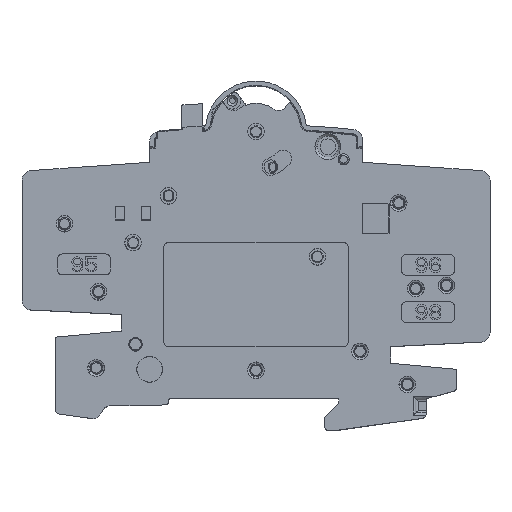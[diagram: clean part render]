
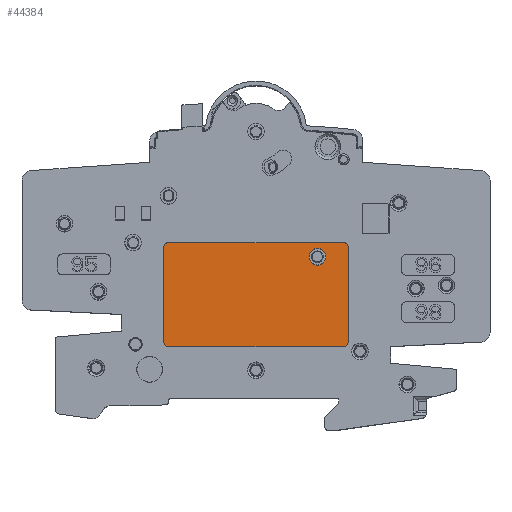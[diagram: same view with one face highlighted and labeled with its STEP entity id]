
A CAD part, top view. The second image highlights one B-rep face of the part: STEP entity #44384.
In plain terms, the highlighted planar face has unit normal (0, 0, 1).
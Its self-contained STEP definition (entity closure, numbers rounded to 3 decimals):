
#12894=CARTESIAN_POINT('',(-18.5,32.,4.3));
#12895=DIRECTION('',(0.,0.,1.));
#12896=DIRECTION('',(0.,1.,0.));
#12897=AXIS2_PLACEMENT_3D('',#12894,#12895,#12896);
#12899=DIRECTION('',(-1.,0.,0.));
#12900=VECTOR('',#12899,37.);
#12901=CARTESIAN_POINT('',(18.5,33.,4.3));
#12902=LINE('',#12901,#12900);
#12903=CARTESIAN_POINT('',(18.5,32.,4.3));
#12904=DIRECTION('',(0.,0.,1.));
#12905=DIRECTION('',(1.,0.,0.));
#12906=AXIS2_PLACEMENT_3D('',#12903,#12904,#12905);
#12908=DIRECTION('',(0.,1.,0.));
#12909=VECTOR('',#12908,20.);
#12910=CARTESIAN_POINT('',(19.5,12.,4.3));
#12911=LINE('',#12910,#12909);
#12912=CARTESIAN_POINT('',(18.5,12.,4.3));
#12913=DIRECTION('',(0.,0.,1.));
#12914=DIRECTION('',(0.,-1.,0.));
#12915=AXIS2_PLACEMENT_3D('',#12912,#12913,#12914);
#12917=DIRECTION('',(1.,0.,0.));
#12918=VECTOR('',#12917,37.);
#12919=CARTESIAN_POINT('',(-18.5,11.,4.3));
#12920=LINE('',#12919,#12918);
#12921=CARTESIAN_POINT('',(-18.5,12.,4.3));
#12922=DIRECTION('',(0.,0.,1.));
#12923=DIRECTION('',(-1.,0.,0.));
#12924=AXIS2_PLACEMENT_3D('',#12921,#12922,#12923);
#12926=DIRECTION('',(0.,-1.,0.));
#12927=VECTOR('',#12926,20.);
#12928=CARTESIAN_POINT('',(-19.5,32.,4.3));
#12929=LINE('',#12928,#12927);
#12930=CARTESIAN_POINT('',(13.,30.,4.3));
#12931=DIRECTION('',(0.,0.,1.));
#12932=DIRECTION('',(-1.,0.,0.));
#12933=AXIS2_PLACEMENT_3D('',#12930,#12931,#12932);
#12935=CARTESIAN_POINT('',(13.,30.,4.3));
#12936=DIRECTION('',(0.,0.,1.));
#12937=DIRECTION('',(1.,0.,0.));
#12938=AXIS2_PLACEMENT_3D('',#12935,#12936,#12937);
#16996=CARTESIAN_POINT('',(-18.5,33.,4.3));
#16997=CARTESIAN_POINT('',(-19.5,32.,4.3));
#16998=VERTEX_POINT('',#16996);
#16999=VERTEX_POINT('',#16997);
#17000=CARTESIAN_POINT('',(-19.5,12.,4.3));
#17001=VERTEX_POINT('',#17000);
#17002=CARTESIAN_POINT('',(-18.5,11.,4.3));
#17003=VERTEX_POINT('',#17002);
#17004=CARTESIAN_POINT('',(18.5,11.,4.3));
#17005=VERTEX_POINT('',#17004);
#17006=CARTESIAN_POINT('',(19.5,12.,4.3));
#17007=VERTEX_POINT('',#17006);
#17008=CARTESIAN_POINT('',(19.5,32.,4.3));
#17009=VERTEX_POINT('',#17008);
#17010=CARTESIAN_POINT('',(18.5,33.,4.3));
#17011=VERTEX_POINT('',#17010);
#17235=CARTESIAN_POINT('',(11.234,30.,4.3));
#17236=CARTESIAN_POINT('',(14.766,30.,4.3));
#17237=VERTEX_POINT('',#17235);
#17238=VERTEX_POINT('',#17236);
#44363=CARTESIAN_POINT('',(0.,0.,4.3));
#44364=DIRECTION('',(0.,0.,1.));
#44365=DIRECTION('',(1.,0.,0.));
#44366=AXIS2_PLACEMENT_3D('',#44363,#44364,#44365);
#44367=PLANE('',#44366);
#44368=ORIENTED_EDGE('',*,*,#44203,.F.);
#44369=ORIENTED_EDGE('',*,*,#44225,.F.);
#44370=ORIENTED_EDGE('',*,*,#44246,.F.);
#44371=ORIENTED_EDGE('',*,*,#44267,.F.);
#44372=ORIENTED_EDGE('',*,*,#44288,.F.);
#44373=ORIENTED_EDGE('',*,*,#44309,.F.);
#44374=ORIENTED_EDGE('',*,*,#44330,.F.);
#44375=ORIENTED_EDGE('',*,*,#44350,.F.);
#44376=EDGE_LOOP('',(#44368,#44369,#44370,#44371,#44372,#44373,#44374,#44375));
#44377=FACE_OUTER_BOUND('',#44376,.F.);
#44379=ORIENTED_EDGE('',*,*,#44378,.T.);
#44381=ORIENTED_EDGE('',*,*,#44380,.T.);
#44382=EDGE_LOOP('',(#44379,#44381));
#44383=FACE_BOUND('',#44382,.F.);
#12898=CIRCLE('',#12897,1.);
#12907=CIRCLE('',#12906,1.);
#12916=CIRCLE('',#12915,1.);
#12925=CIRCLE('',#12924,1.);
#12934=CIRCLE('',#12933,1.766);
#12939=CIRCLE('',#12938,1.766);
#44203=EDGE_CURVE('',#16998,#16999,#12898,.T.);
#44225=EDGE_CURVE('',#17011,#16998,#12902,.T.);
#44246=EDGE_CURVE('',#17009,#17011,#12907,.T.);
#44267=EDGE_CURVE('',#17007,#17009,#12911,.T.);
#44288=EDGE_CURVE('',#17005,#17007,#12916,.T.);
#44309=EDGE_CURVE('',#17003,#17005,#12920,.T.);
#44330=EDGE_CURVE('',#17001,#17003,#12925,.T.);
#44350=EDGE_CURVE('',#16999,#17001,#12929,.T.);
#44378=EDGE_CURVE('',#17237,#17238,#12934,.T.);
#44380=EDGE_CURVE('',#17238,#17237,#12939,.T.);
#44384=ADVANCED_FACE('',(#44377,#44383),#44367,.T.);
